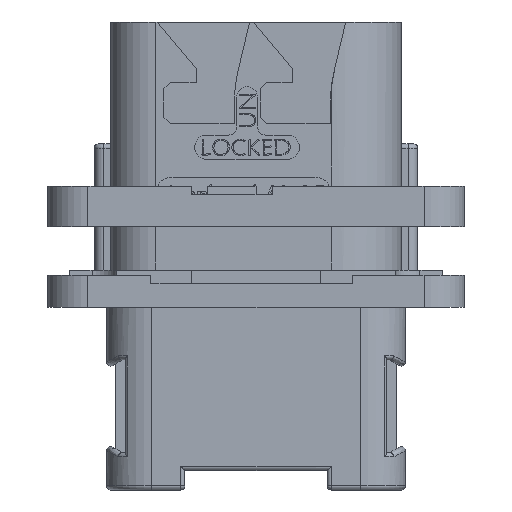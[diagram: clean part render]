
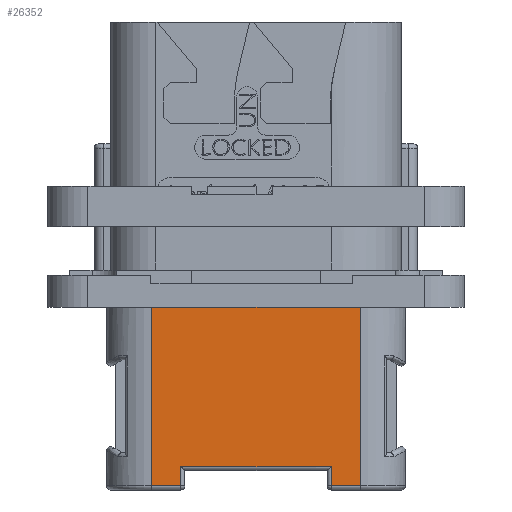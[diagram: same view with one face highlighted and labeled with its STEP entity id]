
A CAD part, left-side view. The second image highlights one B-rep face of the part: STEP entity #26352.
In plain terms, the highlighted planar face has unit normal (-1, 0, 0).
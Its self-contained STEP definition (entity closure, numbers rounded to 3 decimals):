
#3092=DIRECTION('',(0.,1.,0.));
#3093=VECTOR('',#3092,12.9);
#3094=CARTESIAN_POINT('',(-9.25,-6.45,0.));
#3095=LINE('',#3094,#3093);
#3356=DIRECTION('',(0.,1.,0.));
#3357=VECTOR('',#3356,9.294);
#3358=CARTESIAN_POINT('',(-9.25,-4.647,-9.85));
#3359=LINE('',#3358,#3357);
#3360=DIRECTION('',(0.,1.,0.));
#3361=VECTOR('',#3360,1.803);
#3362=CARTESIAN_POINT('',(-9.25,4.647,-11.05));
#3363=LINE('',#3362,#3361);
#3364=DIRECTION('',(0.,0.,1.));
#3365=VECTOR('',#3364,11.05);
#3366=CARTESIAN_POINT('',(-9.25,6.45,-11.05));
#3367=LINE('',#3366,#3365);
#3368=DIRECTION('',(0.,0.,1.));
#3369=VECTOR('',#3368,11.05);
#3370=CARTESIAN_POINT('',(-9.25,-6.45,-11.05));
#3371=LINE('',#3370,#3369);
#3372=DIRECTION('',(0.,1.,0.));
#3373=VECTOR('',#3372,1.803);
#3374=CARTESIAN_POINT('',(-9.25,-6.45,-11.05));
#3375=LINE('',#3374,#3373);
#3401=DIRECTION('',(0.,0.,-1.));
#3402=VECTOR('',#3401,1.2);
#3403=CARTESIAN_POINT('',(-9.25,-4.647,-9.85));
#3404=LINE('',#3403,#3402);
#7978=DIRECTION('',(0.,0.,1.));
#7979=VECTOR('',#7978,1.2);
#7980=CARTESIAN_POINT('',(-9.25,4.647,-11.05));
#7981=LINE('',#7980,#7979);
#20321=CARTESIAN_POINT('',(-9.25,-6.45,0.));
#20322=CARTESIAN_POINT('',(-9.25,6.45,0.));
#20323=VERTEX_POINT('',#20321);
#20324=VERTEX_POINT('',#20322);
#20421=CARTESIAN_POINT('',(-9.25,-6.45,-11.05));
#20422=VERTEX_POINT('',#20421);
#20425=CARTESIAN_POINT('',(-9.25,-4.647,-11.05));
#20426=VERTEX_POINT('',#20425);
#20442=CARTESIAN_POINT('',(-9.25,4.647,-11.05));
#20444=VERTEX_POINT('',#20442);
#20447=CARTESIAN_POINT('',(-9.25,6.45,-11.05));
#20448=VERTEX_POINT('',#20447);
#20880=CARTESIAN_POINT('',(-9.25,-4.647,-9.85));
#20881=CARTESIAN_POINT('',(-9.25,4.647,-9.85));
#20882=VERTEX_POINT('',#20880);
#20883=VERTEX_POINT('',#20881);
#26330=CARTESIAN_POINT('',(-9.25,-9.25,0.));
#26331=DIRECTION('',(-1.,0.,0.));
#26332=DIRECTION('',(0.,1.,0.));
#26333=AXIS2_PLACEMENT_3D('',#26330,#26331,#26332);
#26334=PLANE('',#26333);
#26336=ORIENTED_EDGE('',*,*,#26335,.T.);
#26338=ORIENTED_EDGE('',*,*,#26337,.F.);
#26340=ORIENTED_EDGE('',*,*,#26339,.T.);
#26342=ORIENTED_EDGE('',*,*,#26341,.T.);
#26343=ORIENTED_EDGE('',*,*,#25758,.F.);
#26345=ORIENTED_EDGE('',*,*,#26344,.F.);
#26347=ORIENTED_EDGE('',*,*,#26346,.T.);
#26349=ORIENTED_EDGE('',*,*,#26348,.F.);
#26350=EDGE_LOOP('',(#26336,#26338,#26340,#26342,#26343,#26345,#26347,#26349));
#26351=FACE_OUTER_BOUND('',#26350,.F.);
#26352=ADVANCED_FACE('',(#26351),#26334,.T.);
#25758=EDGE_CURVE('',#20323,#20324,#3095,.T.);
#26335=EDGE_CURVE('',#20882,#20883,#3359,.T.);
#26337=EDGE_CURVE('',#20444,#20883,#7981,.T.);
#26339=EDGE_CURVE('',#20444,#20448,#3363,.T.);
#26341=EDGE_CURVE('',#20448,#20324,#3367,.T.);
#26344=EDGE_CURVE('',#20422,#20323,#3371,.T.);
#26346=EDGE_CURVE('',#20422,#20426,#3375,.T.);
#26348=EDGE_CURVE('',#20882,#20426,#3404,.T.);
